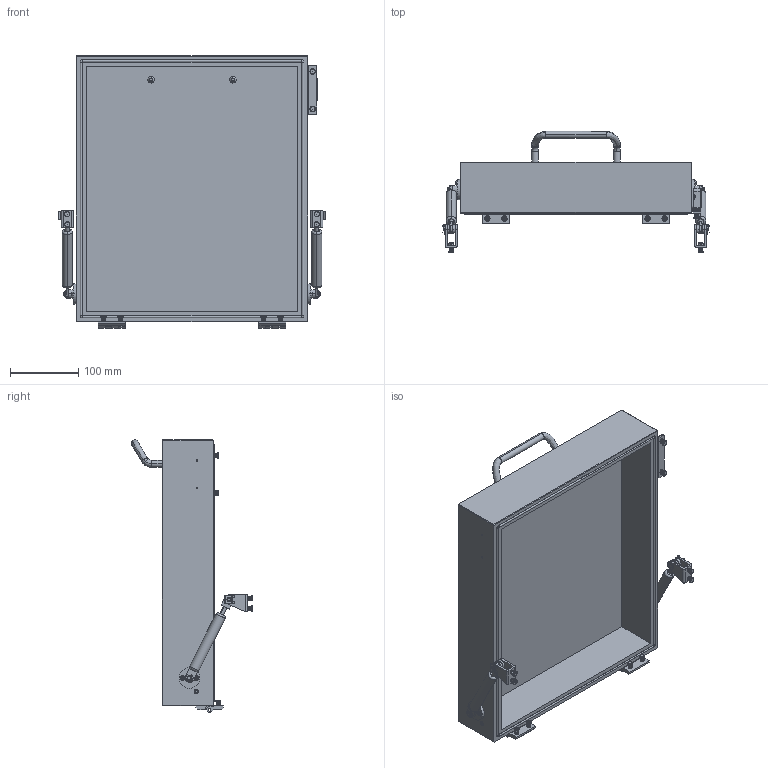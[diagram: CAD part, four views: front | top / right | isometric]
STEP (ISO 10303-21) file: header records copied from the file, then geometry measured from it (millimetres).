
FILE_DESCRIPTION (( 'STEP AP214' ), '1' );
FILE_NAME ('INGUN_17560.STEP', '2021-03-29T13:49:20', ( '' ), ( '' ), 'SwSTEP 2.0', 'SolidWorks 2018', '' );
FILE_SCHEMA (( 'AUTOMOTIVE_DESIGN' ));
Length unit declared in the file: millimetre
Products named in the file (32): 15537-1~0; 2348_1~0; DIN125~n_03,2 M03,0; 15536~0_flexibel <Standard>; 2348~0_ Verschluss rechts ohne Bolzen<Standard>; 17053~2; 2497-1~0; 2833~0_d 5; 2621~0; 17561~5; 17984_1~2; 17984~4; ISO7380~n_M04,0x010; 2348~0_ Verschluss links ohne Bolzen<Standard>; DIN912~n_M04,0x008; 2348_2~0; ISO7380~n_M04,0x008; ISO7380~n_M03,0x010; DIN7991~n_M04,0x010; INGUN_17560; DIN923~n_M04x04; 15537-2~0; 2497-2~0; 8577~1; 5107__VA_2070S~0; 17984_1~2_bearbeitet<Standard>; ISO7380~n_M05,0x020; 16548~0_flexiebel<Standard>; 35805~0_S; 4890~1; 2348_3~0; DIN125~n_04,3 M04,0
Assembly tree (66 placements, depth 3):
  INGUN_17560
    17561~5
    2348~0_ Verschluss rechts ohne Bolzen<Standard>
      2348_3~0
      2348_2~0
    2348~0_ Verschluss links ohne Bolzen<Standard>
      2348_3~0
      2348_1~0
    35805~0_S  x2
    17053~2  x2
    2621~0  x4
    8577~1
    17984~4  x2
      17984_1~2
      17984_1~2_bearbeitet<Standard>
    5107__VA_2070S~0
    15536~0_flexibel <Standard>
      15537-1~0
      15537-2~0
    16548~0_flexiebel<Standard>  x2
      2497-1~0
      2497-2~0
    4890~1  x10
    DIN912~n_M04,0x008  x4
    2833~0_d 5  x2
    ISO7380~n_M04,0x010  x4
    DIN923~n_M04x04  x4
    ISO7380~n_M05,0x020  x2
    DIN7991~n_M04,0x010  x4
    ISO7380~n_M04,0x008  x2
    DIN125~n_04,3 M04,0  x2
    ISO7380~n_M03,0x010  x2
    DIN125~n_03,2 M03,0  x2
Bounding box: 392.4 x 177.5 x 399 mm (x, y, z)
Volume: 3365871.9 mm3; surface area: 542481 mm2
Topology: 73 solids, 73 shells, 2939 faces, 7008 edges, 4542 vertices
Faces by surface type: plane 1783, cylinder 804, cone 204, torus 102, bspline 46
Entity records: 38656 total; most frequent: CARTESIAN_POINT 8212, DIRECTION 5894, ORIENTED_EDGE 5310, EDGE_CURVE 2655, AXIS2_PLACEMENT_3D 2270, VERTEX_POINT 1706, VECTOR 1354, LINE 1354
